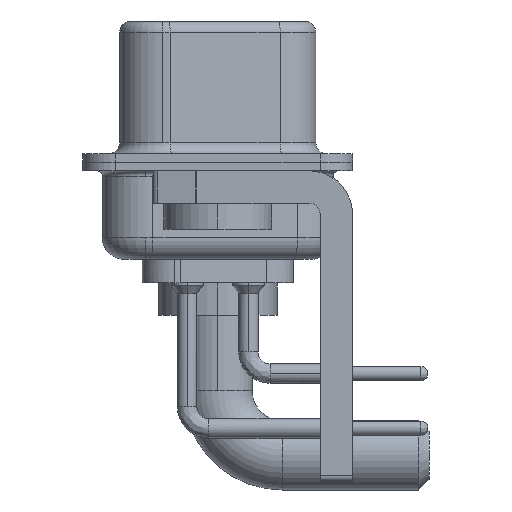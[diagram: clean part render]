
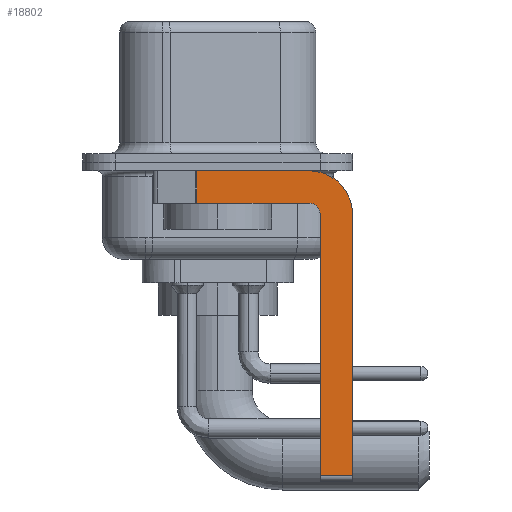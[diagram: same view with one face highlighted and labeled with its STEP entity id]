
A CAD part, left-side view. The second image highlights one B-rep face of the part: STEP entity #18802.
In plain terms, the highlighted planar face has unit normal (-1, 0, 0).
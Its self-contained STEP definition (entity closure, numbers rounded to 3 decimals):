
#324 = EDGE_CURVE ( 'NONE', #5300, #11471, #5304, .T. ) ;
#628 = VERTEX_POINT ( 'NONE', #9888 ) ;
#643 = DIRECTION ( 'NONE',  ( 0., -1., 0. ) ) ;
#893 = DIRECTION ( 'NONE',  ( -1., 0., 0. ) ) ;
#961 = DIRECTION ( 'NONE',  ( 1., 0., 0. ) ) ;
#1455 = EDGE_LOOP ( 'NONE', ( #16647, #7278, #10330, #8261, #4671, #19186, #16848, #15812 ) ) ;
#1754 = VERTEX_POINT ( 'NONE', #10149 ) ;
#2178 = CARTESIAN_POINT ( 'NONE',  ( -2.9, -4.25, -2.4 ) ) ;
#2807 = EDGE_CURVE ( 'NONE', #4249, #11471, #10298, .T. ) ;
#3077 = CARTESIAN_POINT ( 'NONE',  ( -2.9, -4.25, -2.4 ) ) ;
#3721 = LINE ( 'NONE', #14687, #5489 ) ;
#3836 = DIRECTION ( 'NONE',  ( 0., 0., 1. ) ) ;
#4143 = PLANE ( 'NONE',  #11035 ) ;
#4249 = VERTEX_POINT ( 'NONE', #11788 ) ;
#4505 = VECTOR ( 'NONE', #3836, 1000. ) ;
#4610 = CIRCLE ( 'NONE', #7221, 2. ) ;
#4671 = ORIENTED_EDGE ( 'NONE', *, *, #18825, .F. ) ;
#4953 = DIRECTION ( 'NONE',  ( 0., -1., 0. ) ) ;
#5049 = CARTESIAN_POINT ( 'NONE',  ( -2.9, -4.25, -14.55 ) ) ;
#5154 = CARTESIAN_POINT ( 'NONE',  ( -2.9, -6.25, -14.55 ) ) ;
#5300 = VERTEX_POINT ( 'NONE', #19111 ) ;
#5304 = LINE ( 'NONE', #11772, #18040 ) ;
#5489 = VECTOR ( 'NONE', #643, 1000. ) ;
#5561 = CARTESIAN_POINT ( 'NONE',  ( -2.9, 0.978, -1.9 ) ) ;
#5585 = VECTOR ( 'NONE', #15179, 1000. ) ;
#5957 = DIRECTION ( 'NONE',  ( 1., 0., 0. ) ) ;
#6258 = VERTEX_POINT ( 'NONE', #16171 ) ;
#6689 = CARTESIAN_POINT ( 'NONE',  ( -2.9, -6.25, -2.4 ) ) ;
#6778 = CIRCLE ( 'NONE', #15314, 0.5 ) ;
#6835 = DIRECTION ( 'NONE',  ( 0., 0., -1. ) ) ;
#7200 = VERTEX_POINT ( 'NONE', #5154 ) ;
#7217 = DIRECTION ( 'NONE',  ( 0., 0., -1. ) ) ;
#7221 = AXIS2_PLACEMENT_3D ( 'NONE', #3077, #5957, #7501 ) ;
#7253 = EDGE_CURVE ( 'NONE', #5300, #1754, #3721, .T. ) ;
#7278 = ORIENTED_EDGE ( 'NONE', *, *, #324, .T. ) ;
#7332 = CARTESIAN_POINT ( 'NONE',  ( -2.9, -4.25, -1.9 ) ) ;
#7501 = DIRECTION ( 'NONE',  ( 0., 0., -1. ) ) ;
#8261 = ORIENTED_EDGE ( 'NONE', *, *, #10655, .F. ) ;
#8442 = VERTEX_POINT ( 'NONE', #6689 ) ;
#8448 = LINE ( 'NONE', #18092, #4505 ) ;
#8774 = DIRECTION ( 'NONE',  ( 0., 1., 0. ) ) ;
#9888 = CARTESIAN_POINT ( 'NONE',  ( -2.9, -4.75, -14.55 ) ) ;
#10149 = CARTESIAN_POINT ( 'NONE',  ( -2.9, -4.25, -0.4 ) ) ;
#10298 = LINE ( 'NONE', #7332, #19044 ) ;
#10330 = ORIENTED_EDGE ( 'NONE', *, *, #2807, .F. ) ;
#10467 = LINE ( 'NONE', #16722, #5585 ) ;
#10655 = EDGE_CURVE ( 'NONE', #6258, #4249, #6778, .T. ) ;
#11035 = AXIS2_PLACEMENT_3D ( 'NONE', #2178, #961, #7217 ) ;
#11471 = VERTEX_POINT ( 'NONE', #5561 ) ;
#11519 = EDGE_CURVE ( 'NONE', #8442, #7200, #10467, .T. ) ;
#11597 = EDGE_CURVE ( 'NONE', #1754, #8442, #4610, .T. ) ;
#11772 = CARTESIAN_POINT ( 'NONE',  ( -2.9, 0.978, -1.9 ) ) ;
#11788 = CARTESIAN_POINT ( 'NONE',  ( -2.9, -4.25, -1.9 ) ) ;
#12758 = LINE ( 'NONE', #5049, #13590 ) ;
#13590 = VECTOR ( 'NONE', #4953, 1000. ) ;
#14097 = EDGE_CURVE ( 'NONE', #628, #7200, #12758, .T. ) ;
#14687 = CARTESIAN_POINT ( 'NONE',  ( -2.9, 3., -0.4 ) ) ;
#14699 = FACE_OUTER_BOUND ( 'NONE', #1455, .T. ) ;
#15179 = DIRECTION ( 'NONE',  ( 0., 0., -1. ) ) ;
#15314 = AXIS2_PLACEMENT_3D ( 'NONE', #18028, #893, #17815 ) ;
#15812 = ORIENTED_EDGE ( 'NONE', *, *, #11597, .F. ) ;
#16171 = CARTESIAN_POINT ( 'NONE',  ( -2.9, -4.75, -2.4 ) ) ;
#16647 = ORIENTED_EDGE ( 'NONE', *, *, #7253, .F. ) ;
#16722 = CARTESIAN_POINT ( 'NONE',  ( -2.9, -6.25, -2.4 ) ) ;
#16848 = ORIENTED_EDGE ( 'NONE', *, *, #11519, .F. ) ;
#17815 = DIRECTION ( 'NONE',  ( 0., 0., 1. ) ) ;
#18028 = CARTESIAN_POINT ( 'NONE',  ( -2.9, -4.25, -2.4 ) ) ;
#18040 = VECTOR ( 'NONE', #6835, 1000. ) ;
#18092 = CARTESIAN_POINT ( 'NONE',  ( -2.9, -4.75, -14.8 ) ) ;
#18802 = ADVANCED_FACE ( 'NONE', ( #14699 ), #4143, .F. ) ;
#18825 = EDGE_CURVE ( 'NONE', #628, #6258, #8448, .T. ) ;
#19044 = VECTOR ( 'NONE', #8774, 1000. ) ;
#19111 = CARTESIAN_POINT ( 'NONE',  ( -2.9, 0.978, -0.4 ) ) ;
#19186 = ORIENTED_EDGE ( 'NONE', *, *, #14097, .T. ) ;
